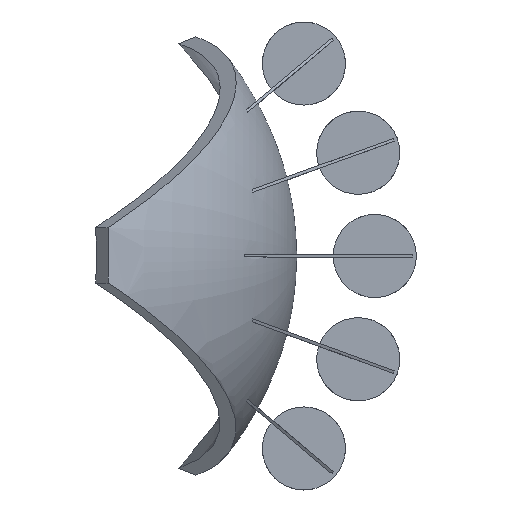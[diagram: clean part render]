
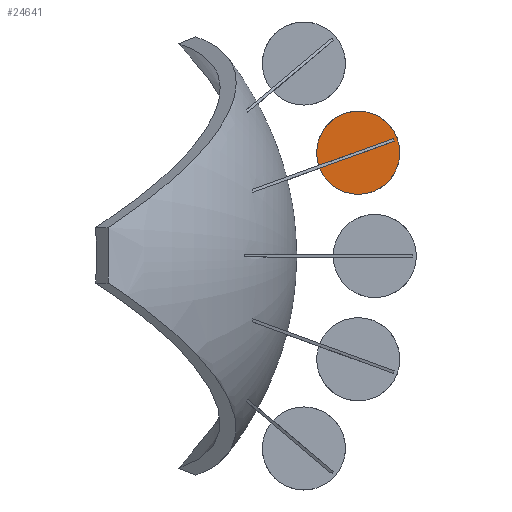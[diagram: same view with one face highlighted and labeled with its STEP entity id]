
A CAD part, top view. The second image highlights one B-rep face of the part: STEP entity #24641.
In plain terms, the highlighted planar face has unit normal (0, 0, 1).
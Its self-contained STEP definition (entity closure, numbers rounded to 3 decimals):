
#2473 = PLANE('',#2474);
#2474 = AXIS2_PLACEMENT_3D('',#2475,#2476,#2477);
#2475 = CARTESIAN_POINT('',(22.714,10.579,
    13.155));
#2476 = DIRECTION('',(-0.342,0.94,0.));
#2477 = DIRECTION('',(0.,0.,1.));
#2502 = CYLINDRICAL_SURFACE('',#2503,7.5);
#2503 = AXIS2_PLACEMENT_3D('',#2504,#2505,#2506);
#2504 = CARTESIAN_POINT('',(44.129,18.639,0.));
#2505 = DIRECTION('',(0.,0.,-1.));
#2506 = DIRECTION('',(0.94,0.342,0.));
#2666 = PLANE('',#2667);
#2667 = AXIS2_PLACEMENT_3D('',#2668,#2669,#2670);
#2668 = CARTESIAN_POINT('',(22.543,11.049,
    13.155));
#2669 = DIRECTION('',(-0.342,0.94,0.));
#2670 = DIRECTION('',(0.,0.,1.));
#7840 = PLANE('',#7841);
#7841 = AXIS2_PLACEMENT_3D('',#7842,#7843,#7844);
#7842 = CARTESIAN_POINT('',(24.907,11.643,
    41.933));
#7843 = DIRECTION('',(0.782,0.285,0.555));
#7844 = DIRECTION('',(0.521,0.19,-0.832));
#18992 = EDGE_CURVE('',#18993,#18995,#18997,.T.);
#18993 = VERTEX_POINT('',#18994);
#18994 = CARTESIAN_POINT('',(37.171,15.841,1.));
#18995 = VERTEX_POINT('',#18996);
#18996 = CARTESIAN_POINT('',(50.636,20.742,1.));
#18997 = SURFACE_CURVE('',#18998,(#19002,#19009),.PCURVE_S1.);
#18998 = LINE('',#18999,#19000);
#18999 = CARTESIAN_POINT('',(33.464,14.492,1.));
#19000 = VECTOR('',#19001,1.);
#19001 = DIRECTION('',(0.94,0.342,0.));
#19002 = PCURVE('',#2473,#19003);
#19003 = DEFINITIONAL_REPRESENTATION('',(#19004),#19008);
#19004 = LINE('',#19005,#19006);
#19005 = CARTESIAN_POINT('',(-12.155,11.44));
#19006 = VECTOR('',#19007,1.);
#19007 = DIRECTION('',(0.,1.));
#19008 = ( GEOMETRIC_REPRESENTATION_CONTEXT(2) 
PARAMETRIC_REPRESENTATION_CONTEXT() REPRESENTATION_CONTEXT('2D SPACE',''
  ) );
#19009 = PCURVE('',#19010,#19015);
#19010 = PLANE('',#19011);
#19011 = AXIS2_PLACEMENT_3D('',#19012,#19013,#19014);
#19012 = CARTESIAN_POINT('',(44.129,18.639,1.));
#19013 = DIRECTION('',(0.,0.,1.));
#19014 = DIRECTION('',(0.94,0.342,0.));
#19015 = DEFINITIONAL_REPRESENTATION('',(#19016),#19020);
#19016 = LINE('',#19017,#19018);
#19017 = CARTESIAN_POINT('',(-11.44,-0.25));
#19018 = VECTOR('',#19019,1.);
#19019 = DIRECTION('',(1.,0.));
#19020 = ( GEOMETRIC_REPRESENTATION_CONTEXT(2) 
PARAMETRIC_REPRESENTATION_CONTEXT() REPRESENTATION_CONTEXT('2D SPACE',''
  ) );
#19625 = EDGE_CURVE('',#19626,#19628,#19630,.T.);
#19626 = VERTEX_POINT('',#19627);
#19627 = CARTESIAN_POINT('',(37.,16.311,1.));
#19628 = VERTEX_POINT('',#19629);
#19629 = CARTESIAN_POINT('',(50.465,21.211,1.));
#19630 = SURFACE_CURVE('',#19631,(#19635,#19642),.PCURVE_S1.);
#19631 = LINE('',#19632,#19633);
#19632 = CARTESIAN_POINT('',(33.293,14.961,1.));
#19633 = VECTOR('',#19634,1.);
#19634 = DIRECTION('',(0.94,0.342,0.));
#19635 = PCURVE('',#2666,#19636);
#19636 = DEFINITIONAL_REPRESENTATION('',(#19637),#19641);
#19637 = LINE('',#19638,#19639);
#19638 = CARTESIAN_POINT('',(-12.155,11.44));
#19639 = VECTOR('',#19640,1.);
#19640 = DIRECTION('',(0.,1.));
#19641 = ( GEOMETRIC_REPRESENTATION_CONTEXT(2) 
PARAMETRIC_REPRESENTATION_CONTEXT() REPRESENTATION_CONTEXT('2D SPACE',''
  ) );
#19642 = PCURVE('',#19010,#19643);
#19643 = DEFINITIONAL_REPRESENTATION('',(#19644),#19648);
#19644 = LINE('',#19645,#19646);
#19645 = CARTESIAN_POINT('',(-11.44,0.25));
#19646 = VECTOR('',#19647,1.);
#19647 = DIRECTION('',(1.,0.));
#19648 = ( GEOMETRIC_REPRESENTATION_CONTEXT(2) 
PARAMETRIC_REPRESENTATION_CONTEXT() REPRESENTATION_CONTEXT('2D SPACE',''
  ) );
#23144 = EDGE_CURVE('',#19628,#18995,#23145,.T.);
#23145 = SURFACE_CURVE('',#23146,(#23150,#23157),.PCURVE_S1.);
#23146 = LINE('',#23147,#23148);
#23147 = CARTESIAN_POINT('',(50.55,20.977,1.));
#23148 = VECTOR('',#23149,1.);
#23149 = DIRECTION('',(0.342,-0.94,0.));
#23150 = PCURVE('',#7840,#23151);
#23151 = DEFINITIONAL_REPRESENTATION('',(#23152),#23156);
#23152 = LINE('',#23153,#23154);
#23153 = CARTESIAN_POINT('',(49.196,0.));
#23154 = VECTOR('',#23155,1.);
#23155 = DIRECTION('',(0.,-1.));
#23156 = ( GEOMETRIC_REPRESENTATION_CONTEXT(2) 
PARAMETRIC_REPRESENTATION_CONTEXT() REPRESENTATION_CONTEXT('2D SPACE',''
  ) );
#23157 = PCURVE('',#19010,#23158);
#23158 = DEFINITIONAL_REPRESENTATION('',(#23159),#23163);
#23159 = LINE('',#23160,#23161);
#23160 = CARTESIAN_POINT('',(6.833,0.));
#23161 = VECTOR('',#23162,1.);
#23162 = DIRECTION('',(0.,-1.));
#23163 = ( GEOMETRIC_REPRESENTATION_CONTEXT(2) 
PARAMETRIC_REPRESENTATION_CONTEXT() REPRESENTATION_CONTEXT('2D SPACE',''
  ) );
#24641 = ADVANCED_FACE('',(#24642),#19010,.T.);
#24642 = FACE_BOUND('',#24643,.T.);
#24643 = EDGE_LOOP('',(#24644,#24645,#24671,#24672));
#24644 = ORIENTED_EDGE('',*,*,#18992,.F.);
#24645 = ORIENTED_EDGE('',*,*,#24646,.F.);
#24646 = EDGE_CURVE('',#19626,#18993,#24647,.T.);
#24647 = SURFACE_CURVE('',#24648,(#24653,#24664),.PCURVE_S1.);
#24648 = CIRCLE('',#24649,7.5);
#24649 = AXIS2_PLACEMENT_3D('',#24650,#24651,#24652);
#24650 = CARTESIAN_POINT('',(44.129,18.639,1.));
#24651 = DIRECTION('',(-0.,0.,-1.));
#24652 = DIRECTION('',(-0.951,-0.311,0.));
#24653 = PCURVE('',#19010,#24654);
#24654 = DEFINITIONAL_REPRESENTATION('',(#24655),#24663);
#24655 = ( BOUNDED_CURVE() B_SPLINE_CURVE(2,(#24656,#24657,#24658,#24659
    ,#24660,#24661,#24662),.UNSPECIFIED.,.T.,.F.) 
B_SPLINE_CURVE_WITH_KNOTS((1,2,2,2,2,1),(-2.094,0.,
    2.094,4.189,6.283,8.378),
.UNSPECIFIED.) CURVE() GEOMETRIC_REPRESENTATION_ITEM() 
RATIONAL_B_SPLINE_CURVE((1.,0.5,1.,0.5,1.,0.5,1.)) REPRESENTATION_ITEM(
  '') );
#24656 = CARTESIAN_POINT('',(-7.496,0.25));
#24657 = CARTESIAN_POINT('',(-7.063,13.233));
#24658 = CARTESIAN_POINT('',(3.964,6.367));
#24659 = CARTESIAN_POINT('',(14.992,-0.5));
#24660 = CARTESIAN_POINT('',(3.531,-6.617));
#24661 = CARTESIAN_POINT('',(-7.929,-12.733));
#24662 = CARTESIAN_POINT('',(-7.496,0.25));
#24663 = ( GEOMETRIC_REPRESENTATION_CONTEXT(2) 
PARAMETRIC_REPRESENTATION_CONTEXT() REPRESENTATION_CONTEXT('2D SPACE',''
  ) );
#24664 = PCURVE('',#2502,#24665);
#24665 = DEFINITIONAL_REPRESENTATION('',(#24666),#24670);
#24666 = LINE('',#24667,#24668);
#24667 = CARTESIAN_POINT('',(-9.391,-1.));
#24668 = VECTOR('',#24669,1.);
#24669 = DIRECTION('',(1.,-0.));
#24670 = ( GEOMETRIC_REPRESENTATION_CONTEXT(2) 
PARAMETRIC_REPRESENTATION_CONTEXT() REPRESENTATION_CONTEXT('2D SPACE',''
  ) );
#24671 = ORIENTED_EDGE('',*,*,#19625,.T.);
#24672 = ORIENTED_EDGE('',*,*,#23144,.T.);
